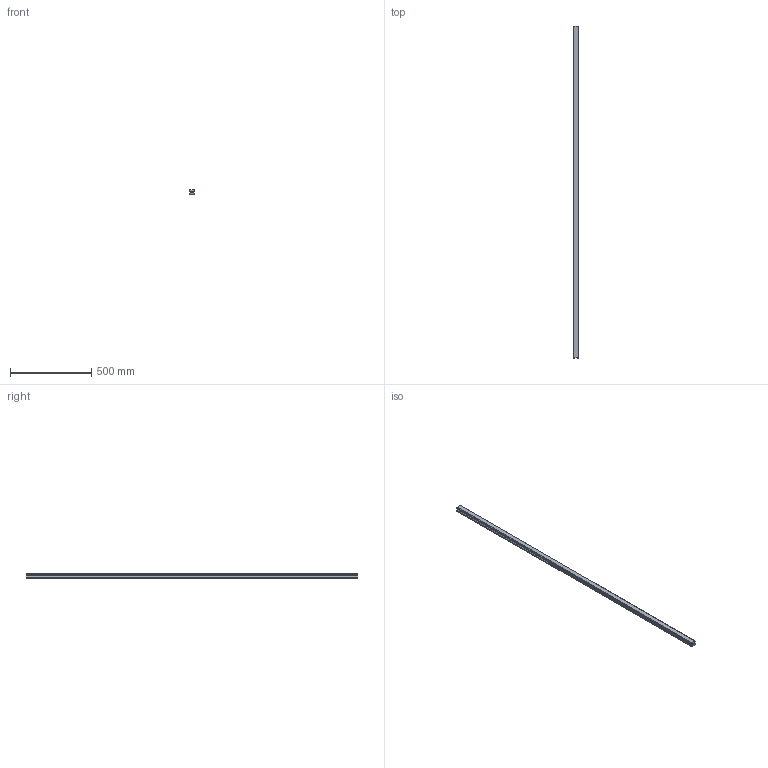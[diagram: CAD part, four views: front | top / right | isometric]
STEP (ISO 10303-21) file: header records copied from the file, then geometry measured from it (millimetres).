
FILE_DESCRIPTION(('STEP AP214'),'1');
FILE_NAME('cctmp_AD52E346-707A-4EF2-839C-A6BC661B9709_2021_01_27_11_37_30_0976..stp','2021-01-27T10:37:31',('HIWIN GmbH'),('CADClick - www.CADClick.com'),'Spatial InterOp 3D',' ','unknown authorization');
FILE_SCHEMA(('AUTOMOTIVE_DESIGN'));
Length unit declared in the file: millimetre
Products named in the file (1): HGR35T2040C_FILE
Bounding box: 34 x 2040 x 29 mm (x, y, z)
Volume: 1720359.1 mm3; surface area: 277063.5 mm2
Topology: 1 solids, 1 shells, 219 faces, 587 edges, 348 vertices
Faces by surface type: plane 93, cylinder 74, cone 52
Entity records: 8185 total; most frequent: DIRECTION 1123, CARTESIAN_POINT 1103, ORIENTED_EDGE 1070, EDGE_CURVE 535, LINE 387, VECTOR 387, AXIS2_PLACEMENT_3D 368, VERTEX_POINT 348
